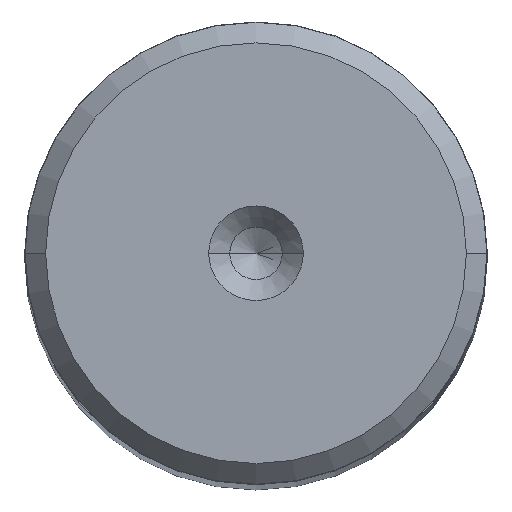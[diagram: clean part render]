
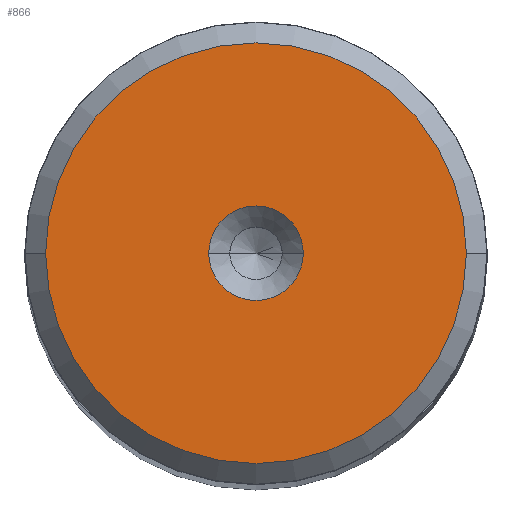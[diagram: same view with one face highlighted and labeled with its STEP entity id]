
A CAD part, top view. The second image highlights one B-rep face of the part: STEP entity #866.
In plain terms, the highlighted planar face has unit normal (0, 0, 1).
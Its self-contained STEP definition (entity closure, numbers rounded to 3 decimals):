
#4 = CARTESIAN_POINT ( 'NONE',  ( -10.009, 0., 150. ) ) ;
#16 = VERTEX_POINT ( 'NONE', #552 ) ;
#17 = DIRECTION ( 'NONE',  ( 1., 0., 0. ) ) ;
#113 = EDGE_LOOP ( 'NONE', ( #2401, #813 ) ) ;
#120 = EDGE_CURVE ( 'NONE', #1496, #844, #1160, .T. ) ;
#291 = ORIENTED_EDGE ( 'NONE', *, *, #1332, .F. ) ;
#293 = CARTESIAN_POINT ( 'NONE',  ( 2.25, 0., 150. ) ) ;
#360 = PLANE ( 'NONE',  #633 ) ;
#380 = DIRECTION ( 'NONE',  ( 0., 0., 1. ) ) ;
#552 = CARTESIAN_POINT ( 'NONE',  ( 10.009, 0., 150. ) ) ;
#633 = AXIS2_PLACEMENT_3D ( 'NONE', #1786, #2384, #2612 ) ;
#712 = DIRECTION ( 'NONE',  ( 0., 0., 1. ) ) ;
#813 = ORIENTED_EDGE ( 'NONE', *, *, #1172, .T. ) ;
#844 = VERTEX_POINT ( 'NONE', #963 ) ;
#866 = ADVANCED_FACE ( 'NONE', ( #1771, #1127 ), #360, .T. ) ;
#911 = DIRECTION ( 'NONE',  ( 1., 0., 0. ) ) ;
#939 = CARTESIAN_POINT ( 'NONE',  ( 0., 0., 150. ) ) ;
#962 = CIRCLE ( 'NONE', #2098, 10.009 ) ;
#963 = CARTESIAN_POINT ( 'NONE',  ( -2.25, 0., 150. ) ) ;
#1095 = AXIS2_PLACEMENT_3D ( 'NONE', #1737, #712, #911 ) ;
#1127 = FACE_OUTER_BOUND ( 'NONE', #113, .T. ) ;
#1160 = CIRCLE ( 'NONE', #2487, 2.25 ) ;
#1166 = VERTEX_POINT ( 'NONE', #4 ) ;
#1172 = EDGE_CURVE ( 'NONE', #16, #1166, #1190, .T. ) ;
#1190 = CIRCLE ( 'NONE', #2245, 10.009 ) ;
#1205 = DIRECTION ( 'NONE',  ( 0., 0., 1. ) ) ;
#1213 = CARTESIAN_POINT ( 'NONE',  ( 0., 0., 150. ) ) ;
#1332 = EDGE_CURVE ( 'NONE', #844, #1496, #1388, .T. ) ;
#1388 = CIRCLE ( 'NONE', #1095, 2.25 ) ;
#1496 = VERTEX_POINT ( 'NONE', #293 ) ;
#1566 = CARTESIAN_POINT ( 'NONE',  ( 0., 0., 150. ) ) ;
#1598 = DIRECTION ( 'NONE',  ( 1., 0., 0. ) ) ;
#1737 = CARTESIAN_POINT ( 'NONE',  ( 0., 0., 150. ) ) ;
#1771 = FACE_BOUND ( 'NONE', #1891, .T. ) ;
#1786 = CARTESIAN_POINT ( 'NONE',  ( 0., 0., 150. ) ) ;
#1891 = EDGE_LOOP ( 'NONE', ( #2171, #291 ) ) ;
#2098 = AXIS2_PLACEMENT_3D ( 'NONE', #1566, #380, #1598 ) ;
#2171 = ORIENTED_EDGE ( 'NONE', *, *, #120, .F. ) ;
#2245 = AXIS2_PLACEMENT_3D ( 'NONE', #1213, #1205, #17 ) ;
#2375 = DIRECTION ( 'NONE',  ( 0., 0., 1. ) ) ;
#2384 = DIRECTION ( 'NONE',  ( 0., 0., 1. ) ) ;
#2401 = ORIENTED_EDGE ( 'NONE', *, *, #2576, .T. ) ;
#2487 = AXIS2_PLACEMENT_3D ( 'NONE', #939, #2375, #2580 ) ;
#2576 = EDGE_CURVE ( 'NONE', #1166, #16, #962, .T. ) ;
#2580 = DIRECTION ( 'NONE',  ( 1., 0., 0. ) ) ;
#2612 = DIRECTION ( 'NONE',  ( 1., 0., 0. ) ) ;
